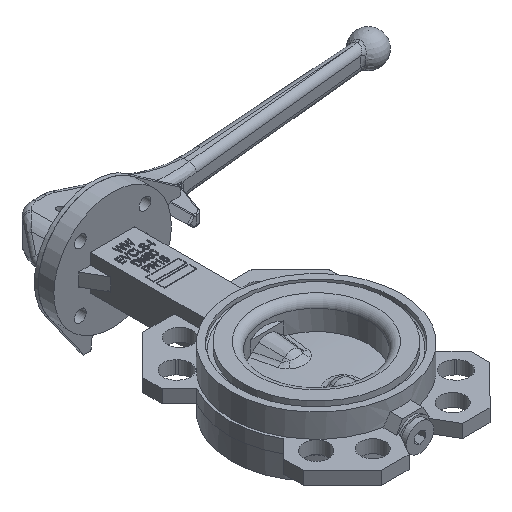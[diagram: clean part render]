
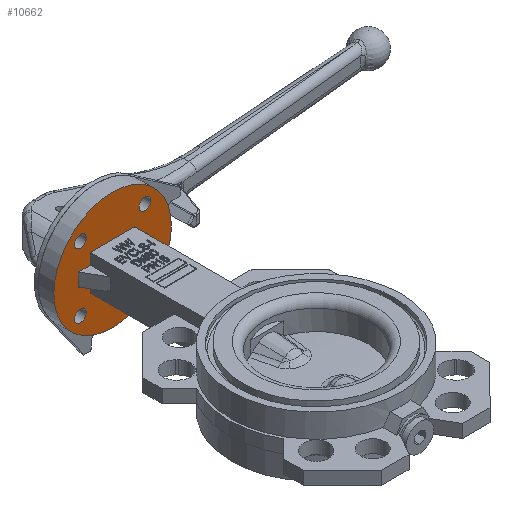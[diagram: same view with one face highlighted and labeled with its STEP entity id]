
A CAD part, isometric view. The second image highlights one B-rep face of the part: STEP entity #10662.
In plain terms, the highlighted planar face has unit normal (0, -1, 0).
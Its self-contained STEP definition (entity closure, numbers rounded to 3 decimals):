
#165=FACE_BOUND('',#1882,.T.);
#166=FACE_BOUND('',#1883,.T.);
#167=FACE_BOUND('',#1884,.T.);
#168=FACE_BOUND('',#1885,.T.);
#169=FACE_BOUND('',#1886,.T.);
#359=PLANE('',#11543);
#1243=FACE_OUTER_BOUND('',#1881,.T.);
#1881=EDGE_LOOP('',(#8395));
#1882=EDGE_LOOP('',(#8396,#8397,#8398,#8399,#8400,#8401,#8402,#8403,#8404,
#8405,#8406,#8407));
#1883=EDGE_LOOP('',(#8408));
#1884=EDGE_LOOP('',(#8409));
#1885=EDGE_LOOP('',(#8410));
#1886=EDGE_LOOP('',(#8411));
#2517=LINE('',#19065,#3407);
#2708=LINE('',#20470,#3598);
#2710=LINE('',#20475,#3600);
#2711=LINE('',#20477,#3601);
#2712=LINE('',#20478,#3602);
#2713=LINE('',#20480,#3603);
#2714=LINE('',#20482,#3604);
#2715=LINE('',#20484,#3605);
#2716=LINE('',#20486,#3606);
#2717=LINE('',#20487,#3607);
#2718=LINE('',#20489,#3608);
#2719=LINE('',#20490,#3609);
#3407=VECTOR('',#13086,1000.);
#3598=VECTOR('',#13343,1000.);
#3600=VECTOR('',#13347,1000.);
#3601=VECTOR('',#13348,1000.);
#3602=VECTOR('',#13349,1000.);
#3603=VECTOR('',#13350,1000.);
#3604=VECTOR('',#13351,1000.);
#3605=VECTOR('',#13352,1000.);
#3606=VECTOR('',#13353,1000.);
#3607=VECTOR('',#13354,1000.);
#3608=VECTOR('',#13355,1000.);
#3609=VECTOR('',#13356,1000.);
#4255=CIRCLE('',#11430,4.5);
#4257=CIRCLE('',#11433,4.5);
#4259=CIRCLE('',#11436,4.5);
#4261=CIRCLE('',#11439,4.5);
#4264=CIRCLE('',#11443,45.);
#4735=VERTEX_POINT('',#18814);
#4737=VERTEX_POINT('',#18820);
#4739=VERTEX_POINT('',#18826);
#4741=VERTEX_POINT('',#18832);
#4744=VERTEX_POINT('',#18840);
#4807=VERTEX_POINT('',#19062);
#4808=VERTEX_POINT('',#19064);
#5049=VERTEX_POINT('',#20467);
#5050=VERTEX_POINT('',#20469);
#5051=VERTEX_POINT('',#20473);
#5052=VERTEX_POINT('',#20474);
#5053=VERTEX_POINT('',#20476);
#5054=VERTEX_POINT('',#20479);
#5055=VERTEX_POINT('',#20481);
#5056=VERTEX_POINT('',#20483);
#5057=VERTEX_POINT('',#20485);
#5058=VERTEX_POINT('',#20488);
#5918=EDGE_CURVE('',#4735,#4735,#4255,.T.);
#5921=EDGE_CURVE('',#4737,#4737,#4257,.T.);
#5924=EDGE_CURVE('',#4739,#4739,#4259,.T.);
#5927=EDGE_CURVE('',#4741,#4741,#4261,.T.);
#5932=EDGE_CURVE('',#4744,#4744,#4264,.T.);
#6023=EDGE_CURVE('',#4807,#4808,#2517,.T.);
#6290=EDGE_CURVE('',#5049,#5050,#2708,.T.);
#6292=EDGE_CURVE('',#5051,#5052,#2710,.T.);
#6293=EDGE_CURVE('',#5053,#5051,#2711,.T.);
#6294=EDGE_CURVE('',#4808,#5053,#2712,.T.);
#6295=EDGE_CURVE('',#4807,#5054,#2713,.T.);
#6296=EDGE_CURVE('',#5055,#5054,#2714,.T.);
#6297=EDGE_CURVE('',#5055,#5056,#2715,.T.);
#6298=EDGE_CURVE('',#5056,#5057,#2716,.T.);
#6299=EDGE_CURVE('',#5057,#5050,#2717,.T.);
#6300=EDGE_CURVE('',#5058,#5049,#2718,.T.);
#6301=EDGE_CURVE('',#5058,#5052,#2719,.T.);
#8395=ORIENTED_EDGE('',*,*,#5932,.F.);
#8396=ORIENTED_EDGE('',*,*,#6292,.F.);
#8397=ORIENTED_EDGE('',*,*,#6293,.F.);
#8398=ORIENTED_EDGE('',*,*,#6294,.F.);
#8399=ORIENTED_EDGE('',*,*,#6023,.F.);
#8400=ORIENTED_EDGE('',*,*,#6295,.T.);
#8401=ORIENTED_EDGE('',*,*,#6296,.F.);
#8402=ORIENTED_EDGE('',*,*,#6297,.T.);
#8403=ORIENTED_EDGE('',*,*,#6298,.T.);
#8404=ORIENTED_EDGE('',*,*,#6299,.T.);
#8405=ORIENTED_EDGE('',*,*,#6290,.F.);
#8406=ORIENTED_EDGE('',*,*,#6300,.F.);
#8407=ORIENTED_EDGE('',*,*,#6301,.T.);
#8408=ORIENTED_EDGE('',*,*,#5918,.T.);
#8409=ORIENTED_EDGE('',*,*,#5921,.T.);
#8410=ORIENTED_EDGE('',*,*,#5924,.T.);
#8411=ORIENTED_EDGE('',*,*,#5927,.T.);
#10662=ADVANCED_FACE('',(#1243,#165,#166,#167,#168,#169),#359,.F.);
#11430=AXIS2_PLACEMENT_3D('',#18815,#12889,#12890);
#11433=AXIS2_PLACEMENT_3D('',#18821,#12896,#12897);
#11436=AXIS2_PLACEMENT_3D('',#18827,#12903,#12904);
#11439=AXIS2_PLACEMENT_3D('',#18833,#12910,#12911);
#11443=AXIS2_PLACEMENT_3D('',#18842,#12920,#12921);
#11543=AXIS2_PLACEMENT_3D('',#20472,#13345,#13346);
#12889=DIRECTION('center_axis',(0.,1.,0.));
#12890=DIRECTION('ref_axis',(0.,0.,1.));
#12896=DIRECTION('center_axis',(0.,1.,0.));
#12897=DIRECTION('ref_axis',(0.,0.,1.));
#12903=DIRECTION('center_axis',(0.,1.,0.));
#12904=DIRECTION('ref_axis',(0.,0.,1.));
#12910=DIRECTION('center_axis',(0.,1.,0.));
#12911=DIRECTION('ref_axis',(0.,0.,1.));
#12920=DIRECTION('center_axis',(0.,1.,0.));
#12921=DIRECTION('ref_axis',(0.,0.,1.));
#13086=DIRECTION('',(-1.,0.,0.));
#13343=DIRECTION('',(1.,0.,0.));
#13345=DIRECTION('center_axis',(0.,1.,0.));
#13346=DIRECTION('ref_axis',(0.,0.,1.));
#13347=DIRECTION('',(0.,0.,-1.));
#13348=DIRECTION('',(-1.,0.,0.));
#13349=DIRECTION('',(0.,0.,-1.));
#13350=DIRECTION('',(0.,0.,-1.));
#13351=DIRECTION('',(-1.,0.,0.));
#13352=DIRECTION('',(0.,0.,-1.));
#13353=DIRECTION('',(-1.,0.,0.));
#13354=DIRECTION('',(0.,0.,-1.));
#13355=DIRECTION('',(0.,0.,-1.));
#13356=DIRECTION('',(-1.,0.,0.));
#18814=CARTESIAN_POINT('',(-24.749,156.,-29.249));
#18815=CARTESIAN_POINT('Origin',(-24.749,156.,-24.749));
#18820=CARTESIAN_POINT('',(-24.749,156.,20.249));
#18821=CARTESIAN_POINT('Origin',(-24.749,156.,24.749));
#18826=CARTESIAN_POINT('',(24.749,156.,20.249));
#18827=CARTESIAN_POINT('Origin',(24.749,156.,24.749));
#18832=CARTESIAN_POINT('',(24.749,156.,-29.249));
#18833=CARTESIAN_POINT('Origin',(24.749,156.,-24.749));
#18840=CARTESIAN_POINT('',(0.,156.,-45.));
#18842=CARTESIAN_POINT('Origin',(0.,156.,0.));
#19062=CARTESIAN_POINT('',(17.,156.,13.5));
#19064=CARTESIAN_POINT('',(-17.,156.,13.5));
#19065=CARTESIAN_POINT('',(7.794,156.,13.5));
#20467=CARTESIAN_POINT('',(-17.,156.,-13.5));
#20469=CARTESIAN_POINT('',(17.,156.,-13.5));
#20470=CARTESIAN_POINT('',(-7.794,156.,-13.5));
#20472=CARTESIAN_POINT('Origin',(0.,156.,0.));
#20473=CARTESIAN_POINT('',(-26.,156.,5.));
#20474=CARTESIAN_POINT('',(-26.,156.,-5.));
#20475=CARTESIAN_POINT('',(-26.,156.,5.));
#20476=CARTESIAN_POINT('',(-17.,156.,5.));
#20477=CARTESIAN_POINT('',(26.,156.,5.));
#20478=CARTESIAN_POINT('',(-17.,156.,13.5));
#20479=CARTESIAN_POINT('',(17.,156.,5.));
#20480=CARTESIAN_POINT('',(17.,156.,13.5));
#20481=CARTESIAN_POINT('',(26.,156.,5.));
#20482=CARTESIAN_POINT('',(26.,156.,5.));
#20483=CARTESIAN_POINT('',(26.,156.,-5.));
#20484=CARTESIAN_POINT('',(26.,156.,5.));
#20485=CARTESIAN_POINT('',(17.,156.,-5.));
#20486=CARTESIAN_POINT('',(26.,156.,-5.));
#20487=CARTESIAN_POINT('',(17.,156.,13.5));
#20488=CARTESIAN_POINT('',(-17.,156.,-5.));
#20489=CARTESIAN_POINT('',(-17.,156.,13.5));
#20490=CARTESIAN_POINT('',(26.,156.,-5.));
